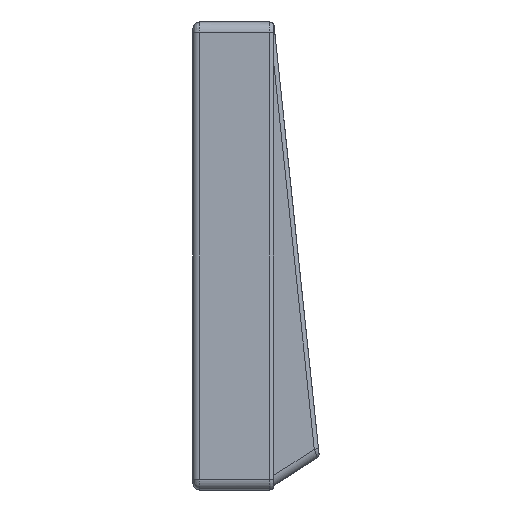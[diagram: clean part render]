
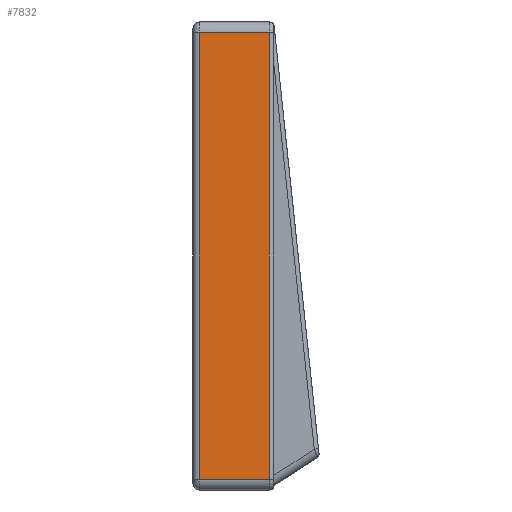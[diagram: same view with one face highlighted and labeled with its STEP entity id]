
A CAD part, left-side view. The second image highlights one B-rep face of the part: STEP entity #7832.
In plain terms, the highlighted planar face has unit normal (-1, 0, 0).
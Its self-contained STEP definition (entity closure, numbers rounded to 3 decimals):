
#207=PLANE('',#8314);
#666=FACE_OUTER_BOUND('',#1112,.T.);
#1112=EDGE_LOOP('',(#5420,#5421,#5422,#5423));
#1963=LINE('',#14475,#2543);
#1964=LINE('',#14477,#2544);
#1965=LINE('',#14479,#2545);
#1966=LINE('',#14480,#2546);
#2543=VECTOR('',#9114,1000.);
#2544=VECTOR('',#9115,10.);
#2545=VECTOR('',#9116,1000.);
#2546=VECTOR('',#9117,1000.);
#3241=VERTEX_POINT('',#14473);
#3242=VERTEX_POINT('',#14474);
#3243=VERTEX_POINT('',#14476);
#3244=VERTEX_POINT('',#14478);
#4119=EDGE_CURVE('',#3241,#3242,#1963,.T.);
#4120=EDGE_CURVE('',#3242,#3243,#1964,.T.);
#4121=EDGE_CURVE('',#3243,#3244,#1965,.T.);
#4122=EDGE_CURVE('',#3244,#3241,#1966,.T.);
#5420=ORIENTED_EDGE('',*,*,#4119,.T.);
#5421=ORIENTED_EDGE('',*,*,#4120,.T.);
#5422=ORIENTED_EDGE('',*,*,#4121,.T.);
#5423=ORIENTED_EDGE('',*,*,#4122,.T.);
#7832=ADVANCED_FACE('',(#666),#207,.F.);
#8314=AXIS2_PLACEMENT_3D('',#14472,#9112,#9113);
#9112=DIRECTION('center_axis',(1.,0.,0.));
#9113=DIRECTION('ref_axis',(0.,0.,-1.));
#9114=DIRECTION('',(0.,-1.,0.));
#9115=DIRECTION('',(0.,0.,1.));
#9116=DIRECTION('',(0.,1.,0.));
#9117=DIRECTION('',(0.,0.,-1.));
#14472=CARTESIAN_POINT('Origin',(-147.85,19.,-55.1));
#14473=CARTESIAN_POINT('',(-147.85,17.5,-52.6));
#14474=CARTESIAN_POINT('',(-147.85,1.,-52.6));
#14475=CARTESIAN_POINT('',(-147.85,19.,-52.6));
#14476=CARTESIAN_POINT('',(-147.85,1.,52.6));
#14477=CARTESIAN_POINT('',(-147.85,1.,-52.6));
#14478=CARTESIAN_POINT('',(-147.85,17.5,52.6));
#14479=CARTESIAN_POINT('',(-147.85,19.,52.6));
#14480=CARTESIAN_POINT('',(-147.85,17.5,-52.6));
